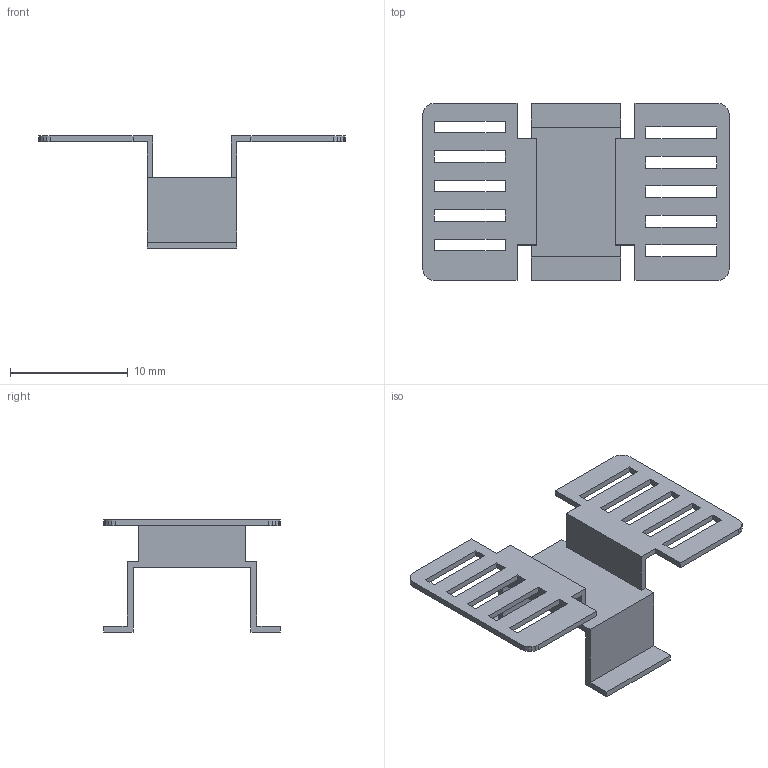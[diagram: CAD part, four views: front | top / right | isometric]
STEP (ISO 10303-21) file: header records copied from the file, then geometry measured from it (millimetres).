
FILE_DESCRIPTION(('FreeCAD Model'),'2;1');
FILE_NAME('cdsc.step', '2020-10-03T13:21:54',('Author'),(''), 'Open CASCADE STEP processor 7.3','FreeCAD','Unknown');
FILE_SCHEMA(('AUTOMOTIVE_DESIGN { 1 0 10303 214 1 1 1 1 }'));
Length unit declared in the file: metre
Products named in the file (1): AAVID_7106DG002_(Solid)
Bounding box: 26 x 15 x 9.5 mm (x, y, z)
Volume: 230.6 mm3; surface area: 1062.8 mm2
Topology: 1 solids, 1 shells, 94 faces, 276 edges, 184 vertices
Faces by surface type: plane 94
Entity records: 3121 total; most frequent: CARTESIAN_POINT 555, ORIENTED_EDGE 552, DIRECTION 466, EDGE_CURVE 276, LINE 276, VECTOR 276, VERTEX_POINT 184, FACE_BOUND 114
